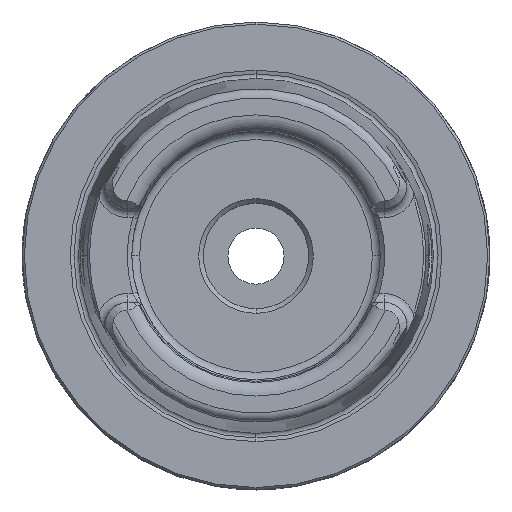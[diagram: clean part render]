
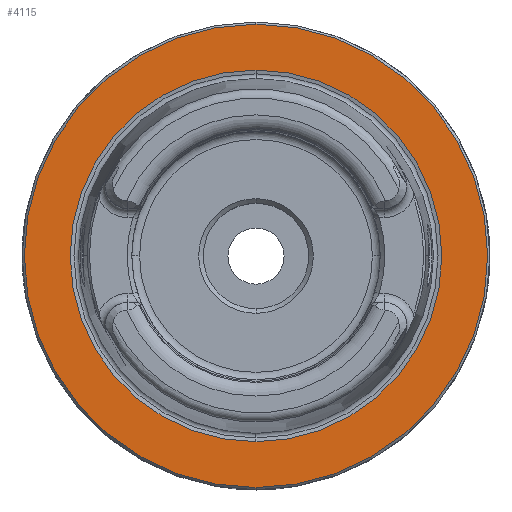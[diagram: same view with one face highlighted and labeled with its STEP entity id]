
A CAD part, top view. The second image highlights one B-rep face of the part: STEP entity #4115.
In plain terms, the highlighted planar face has unit normal (0, 0, 1).
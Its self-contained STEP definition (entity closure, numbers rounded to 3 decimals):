
#1939=EDGE_CURVE('NONE',#4301,#3321,#4870,.T.);
#2093=EDGE_CURVE('NONE',#3321,#4301,#5038,.T.);
#2109=EDGE_CURVE('NONE',#3123,#2335,#5055,.F.);
#2335=VERTEX_POINT('NONE',#5302);
#2901=EDGE_CURVE('NONE',#2335,#3123,#5923,.T.);
#3123=VERTEX_POINT('NONE',#6170);
#3321=VERTEX_POINT('NONE',#6390);
#4115=ADVANCED_FACE('NONE',(#7258,#7259),#7260,.F.);
#4301=VERTEX_POINT('NONE',#7470);
#4870=CIRCLE('',#8979,49.495);
#5038=CIRCLE('',#9407,49.495);
#5055=CIRCLE('',#9479,39.697);
#5302=CARTESIAN_POINT('',(0.,-39.697,0.));
#5923=CIRCLE('',#11469,39.697);
#6170=CARTESIAN_POINT('',(0.0,39.697,0.));
#6390=CARTESIAN_POINT('',(0.,49.495,0.));
#7258=FACE_OUTER_BOUND('',#14804,.T.);
#7259=FACE_BOUND('',#14805,.T.);
#7260=PLANE('',#14806);
#7470=CARTESIAN_POINT('',(0.0,-49.495,0.));
#8979=AXIS2_PLACEMENT_3D('',#15949,#15950,#15951);
#9407=AXIS2_PLACEMENT_3D('',#16129,#16130,#16131);
#9479=AXIS2_PLACEMENT_3D('',#16150,#16151,#16152);
#11469=AXIS2_PLACEMENT_3D('',#17089,#17090,#17091);
#14804=EDGE_LOOP('',(#18598,#18599));
#14805=EDGE_LOOP('',(#18600,#18601));
#14806=AXIS2_PLACEMENT_3D('',#18602,#18603,#18604);
#15949=CARTESIAN_POINT('',(0.0,0.,0.));
#15950=DIRECTION('',(0.0,0.0,1.0));
#15951=DIRECTION('',(0.0,-1.0,0.0));
#16129=CARTESIAN_POINT('',(0.0,0.,0.));
#16130=DIRECTION('',(0.0,0.0,1.0));
#16131=DIRECTION('',(0.0,-1.0,0.0));
#16150=CARTESIAN_POINT('',(0.0,0.,0.));
#16151=DIRECTION('',(0.0,0.0,-1.0));
#16152=DIRECTION('',(0.0,1.0,0.0));
#17089=CARTESIAN_POINT('',(0.0,0.,0.));
#17090=DIRECTION('',(0.0,0.0,1.0));
#17091=DIRECTION('',(0.0,1.0,-0.0));
#18598=ORIENTED_EDGE('',*,*,#1939,.T.);
#18599=ORIENTED_EDGE('',*,*,#2093,.T.);
#18600=ORIENTED_EDGE('',*,*,#2109,.F.);
#18601=ORIENTED_EDGE('',*,*,#2901,.F.);
#18602=CARTESIAN_POINT('',(0.0,-38.483,0.));
#18603=DIRECTION('',(0.0,0.0,-1.0));
#18604=DIRECTION('',(0.0,-1.0,0.0));
